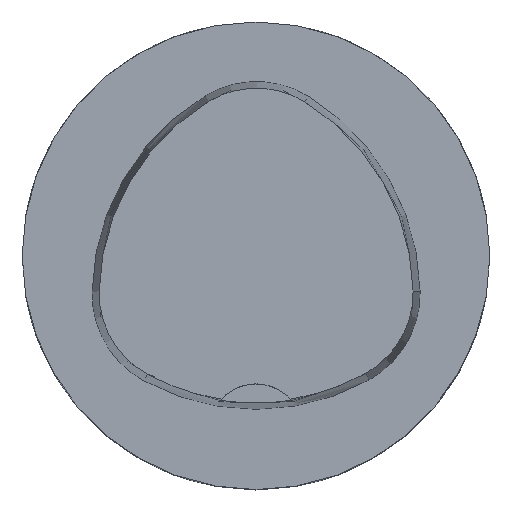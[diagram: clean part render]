
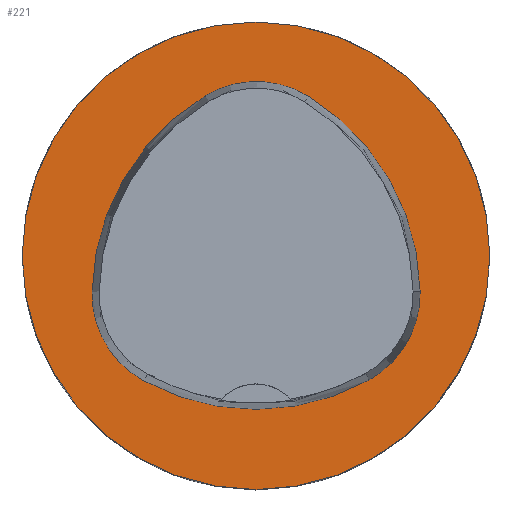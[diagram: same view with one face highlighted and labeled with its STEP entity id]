
A CAD part, top view. The second image highlights one B-rep face of the part: STEP entity #221.
In plain terms, the highlighted planar face has unit normal (0, 0, 1).
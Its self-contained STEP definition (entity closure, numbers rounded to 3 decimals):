
#221=ADVANCED_FACE('',(#431,#432),#267,.T.);
#267=PLANE('',#1254);
#431=FACE_BOUND('',#489,.T.);
#432=FACE_BOUND('',#490,.T.);
#489=EDGE_LOOP('',(#683,#684,#685,#686,#687,#688));
#490=EDGE_LOOP('',(#689));
#683=ORIENTED_EDGE('',*,*,#1006,.F.);
#684=ORIENTED_EDGE('',*,*,#1001,.F.);
#685=ORIENTED_EDGE('',*,*,#996,.F.);
#686=ORIENTED_EDGE('',*,*,#993,.F.);
#687=ORIENTED_EDGE('',*,*,#990,.F.);
#688=ORIENTED_EDGE('',*,*,#986,.F.);
#689=ORIENTED_EDGE('',*,*,#1009,.T.);
#871=VERTEX_POINT('',#2018);
#872=VERTEX_POINT('',#2019);
#875=VERTEX_POINT('',#2027);
#877=VERTEX_POINT('',#2033);
#879=VERTEX_POINT('',#2039);
#883=VERTEX_POINT('',#2052);
#887=VERTEX_POINT('',#2070);
#986=EDGE_CURVE('',#871,#872,#1075,.T.);
#990=EDGE_CURVE('',#872,#875,#1077,.T.);
#993=EDGE_CURVE('',#875,#877,#1079,.T.);
#996=EDGE_CURVE('',#877,#879,#1081,.T.);
#1001=EDGE_CURVE('',#879,#883,#1084,.T.);
#1006=EDGE_CURVE('',#883,#871,#1087,.T.);
#1009=EDGE_CURVE('',#887,#887,#1090,.T.);
#1075=CIRCLE('',#1231,20.);
#1077=CIRCLE('',#1234,8.5);
#1079=CIRCLE('',#1237,20.);
#1081=CIRCLE('',#1240,8.5);
#1084=CIRCLE('',#1244,20.);
#1087=CIRCLE('',#1248,8.5);
#1090=CIRCLE('',#1253,20.);
#1231=AXIS2_PLACEMENT_3D('',#2017,#1458,#1459);
#1234=AXIS2_PLACEMENT_3D('',#2026,#1466,#1467);
#1237=AXIS2_PLACEMENT_3D('',#2032,#1473,#1474);
#1240=AXIS2_PLACEMENT_3D('',#2038,#1480,#1481);
#1244=AXIS2_PLACEMENT_3D('',#2051,#1489,#1490);
#1248=AXIS2_PLACEMENT_3D('',#2064,#1498,#1499);
#1253=AXIS2_PLACEMENT_3D('',#2069,#1508,#1509);
#1254=AXIS2_PLACEMENT_3D('',#2071,#1510,#1511);
#1458=DIRECTION('',(0.,0.,1.));
#1459=DIRECTION('',(1.,0.,0.));
#1466=DIRECTION('',(0.,0.,1.));
#1467=DIRECTION('',(1.,0.,0.));
#1473=DIRECTION('',(0.,0.,1.));
#1474=DIRECTION('',(1.,0.,0.));
#1480=DIRECTION('',(0.,0.,1.));
#1481=DIRECTION('',(1.,0.,0.));
#1489=DIRECTION('',(0.,0.,1.));
#1490=DIRECTION('',(1.,0.,0.));
#1498=DIRECTION('',(0.,0.,1.));
#1499=DIRECTION('',(1.,0.,0.));
#1508=DIRECTION('',(0.,0.,1.));
#1509=DIRECTION('',(1.,0.,0.));
#1510=DIRECTION('',(0.,0.,1.));
#1511=DIRECTION('',(-1.,0.,0.));
#2017=CARTESIAN_POINT('',(-5.955,-3.414,0.));
#2018=CARTESIAN_POINT('',(14.041,-3.042,0.));
#2019=CARTESIAN_POINT('',(4.472,13.653,0.));
#2026=CARTESIAN_POINT('',(0.04,6.4,0.));
#2027=CARTESIAN_POINT('',(-4.347,13.68,0.));
#2032=CARTESIAN_POINT('',(5.976,-3.45,0.));
#2033=CARTESIAN_POINT('',(-14.021,-3.075,0.));
#2038=CARTESIAN_POINT('',(-5.522,-3.235,0.));
#2039=CARTESIAN_POINT('',(-9.588,-10.699,0.));
#2051=CARTESIAN_POINT('',(-0.022,6.864,0.));
#2052=CARTESIAN_POINT('',(9.655,-10.639,0.));
#2064=CARTESIAN_POINT('',(5.543,-3.2,0.));
#2069=CARTESIAN_POINT('',(0.,0.,0.));
#2070=CARTESIAN_POINT('',(20.,0.,0.));
#2071=CARTESIAN_POINT('',(0.,0.,0.));
